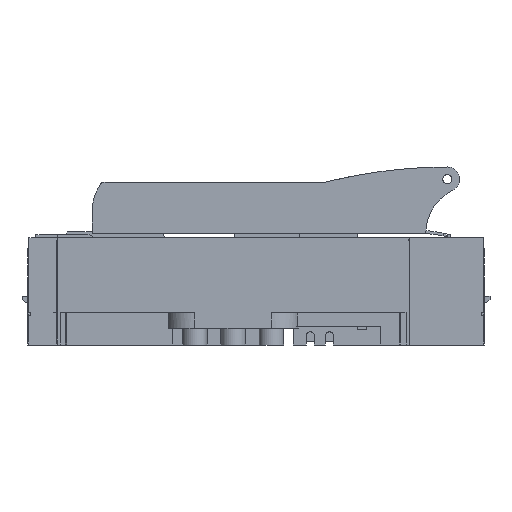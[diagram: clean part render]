
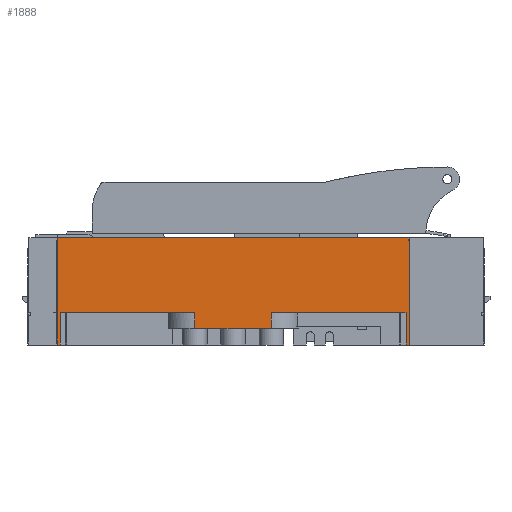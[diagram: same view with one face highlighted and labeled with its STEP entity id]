
A CAD part, front view. The second image highlights one B-rep face of the part: STEP entity #1888.
In plain terms, the highlighted planar face has unit normal (0, -1, 0).
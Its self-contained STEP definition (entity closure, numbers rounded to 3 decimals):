
#1888=ADVANCED_FACE('Hauptkoerper nicht benutzen',(#4195),#3075,.F.);
#3075=PLANE('',#28961);
#4195=FACE_OUTER_BOUND('',#5456,.T.);
#5456=EDGE_LOOP('',(#8749,#8750,#8751,#8752,#8753,#8754,#8755,#8756,#8757,
#8758,#8759,#8760));
#8749=ORIENTED_EDGE('',*,*,#18521,.T.);
#8750=ORIENTED_EDGE('',*,*,#18295,.T.);
#8751=ORIENTED_EDGE('',*,*,#18279,.F.);
#8752=ORIENTED_EDGE('',*,*,#17302,.F.);
#8753=ORIENTED_EDGE('',*,*,#18287,.T.);
#8754=ORIENTED_EDGE('',*,*,#18289,.T.);
#8755=ORIENTED_EDGE('',*,*,#18291,.F.);
#8756=ORIENTED_EDGE('',*,*,#18425,.T.);
#8757=ORIENTED_EDGE('',*,*,#18426,.T.);
#8758=ORIENTED_EDGE('',*,*,#18293,.F.);
#8759=ORIENTED_EDGE('',*,*,#18513,.F.);
#8760=ORIENTED_EDGE('',*,*,#18522,.T.);
#14565=VERTEX_POINT('',#37216);
#14567=VERTEX_POINT('',#37219);
#15271=VERTEX_POINT('',#39192);
#15277=VERTEX_POINT('',#39206);
#15278=VERTEX_POINT('',#39210);
#15279=VERTEX_POINT('',#39214);
#15280=VERTEX_POINT('',#39218);
#15281=VERTEX_POINT('',#39220);
#15282=VERTEX_POINT('',#39224);
#15347=VERTEX_POINT('',#39474);
#15394=VERTEX_POINT('',#39649);
#15398=VERTEX_POINT('',#39663);
#17302=EDGE_CURVE('',#14565,#14567,#21370,.T.);
#18279=EDGE_CURVE('',#14567,#15271,#22193,.T.);
#18287=EDGE_CURVE('',#14565,#15277,#22195,.T.);
#18289=EDGE_CURVE('',#15277,#15278,#22197,.T.);
#18291=EDGE_CURVE('',#15279,#15278,#22199,.T.);
#18293=EDGE_CURVE('',#15280,#15281,#22201,.T.);
#18295=EDGE_CURVE('',#15282,#15271,#22203,.T.);
#18425=EDGE_CURVE('',#15279,#15347,#22316,.T.);
#18426=EDGE_CURVE('',#15347,#15281,#22317,.T.);
#18513=EDGE_CURVE('',#15394,#15280,#22402,.T.);
#18521=EDGE_CURVE('',#15398,#15282,#22410,.T.);
#18522=EDGE_CURVE('',#15394,#15398,#22411,.T.);
#21370=LINE('',#37218,#24882);
#22193=LINE('',#39191,#25705);
#22195=LINE('',#39207,#25707);
#22197=LINE('',#39211,#25709);
#22199=LINE('',#39215,#25711);
#22201=LINE('',#39219,#25713);
#22203=LINE('',#39223,#25715);
#22316=LINE('',#39475,#25828);
#22317=LINE('',#39477,#25829);
#22402=LINE('',#39650,#25914);
#22410=LINE('',#39662,#25922);
#22411=LINE('',#39664,#25923);
#24882=VECTOR('',#30172,1.);
#25705=VECTOR('',#31887,1.);
#25707=VECTOR('',#31903,1.);
#25709=VECTOR('',#31907,1.);
#25711=VECTOR('',#31911,1.);
#25713=VECTOR('',#31915,1.);
#25715=VECTOR('',#31919,1.);
#25828=VECTOR('',#32178,1.);
#25829=VECTOR('',#32181,1.);
#25914=VECTOR('',#32348,1.);
#25922=VECTOR('',#32358,1.);
#25923=VECTOR('',#32359,1.);
#28961=AXIS2_PLACEMENT_3D('',#39665,#32360,#32361);
#30172=DIRECTION('',(-1.,0.,0.));
#31887=DIRECTION('',(0.,0.,1.));
#31903=DIRECTION('',(0.,0.,1.));
#31907=DIRECTION('',(1.,0.,0.));
#31911=DIRECTION('',(0.,0.,1.));
#31915=DIRECTION('',(1.,0.,0.));
#31919=DIRECTION('',(1.,0.,0.));
#32178=DIRECTION('',(1.,0.,0.));
#32181=DIRECTION('',(0.,0.,1.));
#32348=DIRECTION('',(0.,0.,1.));
#32358=DIRECTION('',(0.,0.,1.));
#32359=DIRECTION('',(1.,0.,0.));
#32360=DIRECTION('',(0.,1.,0.));
#32361=DIRECTION('',(0.,0.,1.));
#37216=CARTESIAN_POINT('',(25.,-91.75,11.));
#37218=CARTESIAN_POINT('',(0.,-91.75,11.));
#37219=CARTESIAN_POINT('',(-25.,-91.75,11.));
#39191=CARTESIAN_POINT('',(-25.,-91.75,16.));
#39192=CARTESIAN_POINT('',(-25.,-91.75,21.));
#39206=CARTESIAN_POINT('',(25.,-91.75,21.));
#39207=CARTESIAN_POINT('',(25.,-91.75,16.));
#39210=CARTESIAN_POINT('',(113.,-91.75,21.));
#39211=CARTESIAN_POINT('',(69.,-91.75,21.));
#39214=CARTESIAN_POINT('',(113.,-91.75,0.));
#39215=CARTESIAN_POINT('',(113.,-91.75,10.5));
#39218=CARTESIAN_POINT('',(-115.,-91.75,70.));
#39219=CARTESIAN_POINT('',(0.,-91.75,70.));
#39220=CARTESIAN_POINT('',(115.,-91.75,70.));
#39223=CARTESIAN_POINT('',(-69.,-91.75,21.));
#39224=CARTESIAN_POINT('',(-113.,-91.75,21.));
#39474=CARTESIAN_POINT('',(115.,-91.75,0.));
#39475=CARTESIAN_POINT('',(114.,-91.75,0.));
#39477=CARTESIAN_POINT('',(115.,-91.75,35.));
#39649=CARTESIAN_POINT('',(-115.,-91.75,0.));
#39650=CARTESIAN_POINT('',(-115.,-91.75,35.));
#39662=CARTESIAN_POINT('',(-113.,-91.75,10.5));
#39663=CARTESIAN_POINT('',(-113.,-91.75,0.));
#39664=CARTESIAN_POINT('',(-114.,-91.75,0.));
#39665=CARTESIAN_POINT('',(0.,-91.75,0.));
